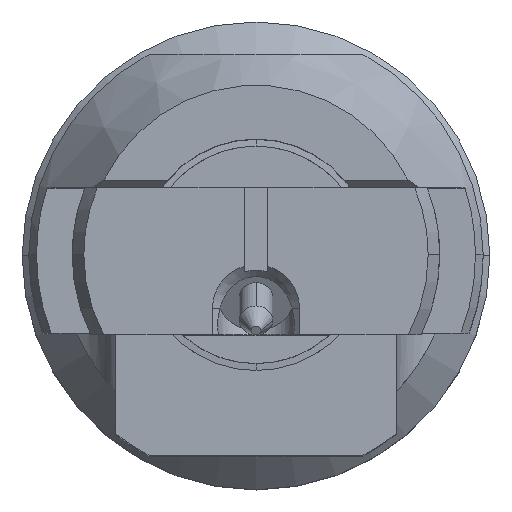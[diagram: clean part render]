
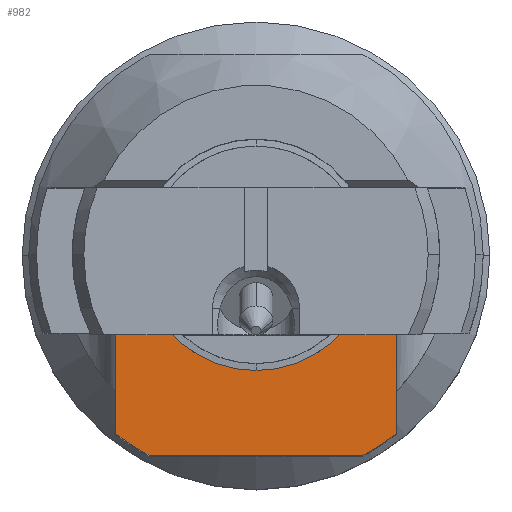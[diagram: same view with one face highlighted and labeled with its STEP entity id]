
A CAD part, top view. The second image highlights one B-rep face of the part: STEP entity #982.
In plain terms, the highlighted planar face has unit normal (0, 0, 1).
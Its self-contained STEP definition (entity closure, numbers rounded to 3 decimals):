
#982=ADVANCED_FACE('',(#1299),#1300,.T.);
#1299=FACE_OUTER_BOUND('',#1501,.T.);
#1300=PLANE('',#1502);
#1501=EDGE_LOOP('',(#2120,#2121,#2122,#2123,#2124,#2125,#2126,#2127,#2128,#2129));
#1502=AXIS2_PLACEMENT_3D('',#2130,#2131,#2132);
#2120=ORIENTED_EDGE('',*,*,#2481,.F.);
#2121=ORIENTED_EDGE('',*,*,#2453,.T.);
#2122=ORIENTED_EDGE('',*,*,#2482,.F.);
#2123=ORIENTED_EDGE('',*,*,#2483,.F.);
#2124=ORIENTED_EDGE('',*,*,#2446,.T.);
#2125=ORIENTED_EDGE('',*,*,#2476,.T.);
#2126=ORIENTED_EDGE('',*,*,#2484,.F.);
#2127=ORIENTED_EDGE('',*,*,#2485,.T.);
#2128=ORIENTED_EDGE('',*,*,#2486,.T.);
#2129=ORIENTED_EDGE('',*,*,#2487,.F.);
#2130=CARTESIAN_POINT('',(2.1,-1.17,12.55));
#2131=DIRECTION('',(-0.0,0.0,1.0));
#2132=DIRECTION('',(0.0,-1.0,0.0));
#2446=EDGE_CURVE('',#2721,#2722,#2723,.T.);
#2453=EDGE_CURVE('',#2728,#2732,#2734,.T.);
#2476=EDGE_CURVE('',#2722,#2766,#2767,.F.);
#2481=EDGE_CURVE('',#2728,#2774,#2775,.F.);
#2482=EDGE_CURVE('',#2776,#2732,#2777,.F.);
#2483=EDGE_CURVE('',#2721,#2776,#2778,.F.);
#2484=EDGE_CURVE('',#2779,#2766,#2780,.T.);
#2485=EDGE_CURVE('',#2779,#2781,#2782,.T.);
#2486=EDGE_CURVE('',#2781,#2783,#2784,.T.);
#2487=EDGE_CURVE('',#2774,#2783,#2785,.T.);
#2721=VERTEX_POINT('',#3053);
#2722=VERTEX_POINT('',#3054);
#2723=LINE('',#3055,#3056);
#2728=VERTEX_POINT('',#3064);
#2732=VERTEX_POINT('',#3069);
#2734=CIRCLE('',#3072,3.4);
#2766=VERTEX_POINT('',#3157);
#2767=CIRCLE('',#3158,1.73);
#2774=VERTEX_POINT('',#3168);
#2775=LINE('',#3169,#3170);
#2776=VERTEX_POINT('',#3171);
#2777=LINE('',#3172,#3173);
#2778=LINE('',#3174,#3175);
#2779=VERTEX_POINT('',#3176);
#2780=LINE('',#3177,#3178);
#2781=VERTEX_POINT('',#3179);
#2782=LINE('',#3180,#3181);
#2783=VERTEX_POINT('',#3182);
#2784=LINE('',#3183,#3184);
#2785=CIRCLE('',#3185,3.4);
#3053=CARTESIAN_POINT('',(1.5,-1.17,12.55));
#3054=CARTESIAN_POINT('',(1.5,-0.862,12.55));
#3055=CARTESIAN_POINT('',(1.5,-1.17,12.55));
#3056=VECTOR('',#3492,1.0);
#3064=CARTESIAN_POINT('',(1.6,-3.0,12.55));
#3069=CARTESIAN_POINT('',(2.1,-2.674,12.55));
#3072=AXIS2_PLACEMENT_3D('',#3501,#3502,#3503);
#3157=CARTESIAN_POINT('',(-1.5,-0.862,12.55));
#3158=AXIS2_PLACEMENT_3D('',#3539,#3540,#3541);
#3168=CARTESIAN_POINT('',(-1.6,-3.0,12.55));
#3169=CARTESIAN_POINT('',(-1.05,-3.0,12.55));
#3170=VECTOR('',#3548,1.0);
#3171=CARTESIAN_POINT('',(2.1,-1.17,12.55));
#3172=CARTESIAN_POINT('',(2.1,-1.17,12.55));
#3173=VECTOR('',#3549,1.0);
#3174=CARTESIAN_POINT('',(1.05,-1.17,12.55));
#3175=VECTOR('',#3550,1.0);
#3176=CARTESIAN_POINT('',(-1.5,-1.17,12.55));
#3177=CARTESIAN_POINT('',(-1.5,-1.17,12.55));
#3178=VECTOR('',#3551,1.0);
#3179=CARTESIAN_POINT('',(-2.1,-1.17,12.55));
#3180=CARTESIAN_POINT('',(1.05,-1.17,12.55));
#3181=VECTOR('',#3552,1.0);
#3182=CARTESIAN_POINT('',(-2.1,-2.674,12.55));
#3183=CARTESIAN_POINT('',(-2.1,-1.17,12.55));
#3184=VECTOR('',#3553,1.0);
#3185=AXIS2_PLACEMENT_3D('',#3554,#3555,#3556);
#3492=DIRECTION('',(-0.0,1.0,0.0));
#3501=CARTESIAN_POINT('',(0.0,0.0,12.55));
#3502=DIRECTION('',(0.0,-0.0,1.0));
#3503=DIRECTION('',(1.0,0.0,0.0));
#3539=CARTESIAN_POINT('',(0.0,0.0,12.55));
#3540=DIRECTION('',(0.0,-0.0,1.0));
#3541=DIRECTION('',(1.0,0.0,0.0));
#3548=DIRECTION('',(1.0,-0.0,0.0));
#3549=DIRECTION('',(0.0,1.0,0.0));
#3550=DIRECTION('',(-1.0,-0.0,-0.0));
#3551=DIRECTION('',(0.0,1.0,0.0));
#3552=DIRECTION('',(-1.0,-0.0,-0.0));
#3553=DIRECTION('',(0.0,-1.0,0.0));
#3554=CARTESIAN_POINT('',(0.0,0.0,12.55));
#3555=DIRECTION('',(0.0,0.0,-1.0));
#3556=DIRECTION('',(-1.0,0.0,0.0));
